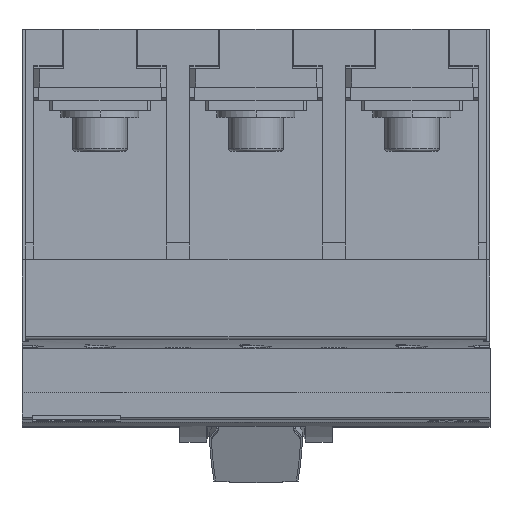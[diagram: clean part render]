
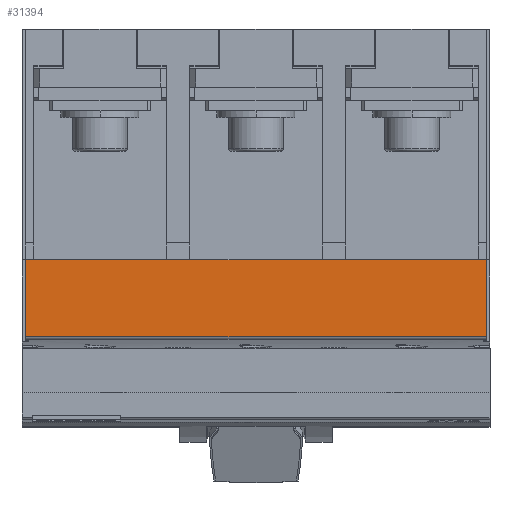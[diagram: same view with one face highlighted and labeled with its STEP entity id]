
A CAD part, top view. The second image highlights one B-rep face of the part: STEP entity #31394.
In plain terms, the highlighted planar face has unit normal (0, 0, 1).
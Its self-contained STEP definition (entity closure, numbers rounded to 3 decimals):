
#15732=VERTEX_POINT('',#40363);
#18420=VERTEX_POINT('',#43328);
#23780=VERTEX_POINT('',#49208);
#27240=EDGE_CURVE('',#23780,#18420,#53006,.T.);
#31260=EDGE_CURVE('',#18420,#34536,#57394,.T.);
#31394=ADVANCED_FACE('',(#57550),#57551,.T.);
#32920=EDGE_CURVE('',#15732,#34536,#59215,.T.);
#33984=EDGE_CURVE('',#15732,#23780,#60380,.T.);
#34536=VERTEX_POINT('',#60975);
#40363=CARTESIAN_POINT('',(67.96,-90.652,121.992));
#43328=CARTESIAN_POINT('',(-67.93,-68.,121.992));
#49208=CARTESIAN_POINT('',(67.96,-68.,121.992));
#53006=LINE('',#86916,#86917);
#57394=LINE('',#93339,#93340);
#57550=FACE_OUTER_BOUND('',#93538,.T.);
#57551=PLANE('',#93539);
#59215=LINE('',#95993,#95994);
#60380=LINE('',#97662,#97663);
#60975=CARTESIAN_POINT('',(-67.93,-90.652,121.992));
#86916=CARTESIAN_POINT('',(68.995,-68.,121.992));
#86917=VECTOR('',#119325,1.0);
#93339=CARTESIAN_POINT('',(-67.93,-81.,121.992));
#93340=VECTOR('',#123875,1.0);
#93538=EDGE_LOOP('',(#124092,#124093,#124094,#124095));
#93539=AXIS2_PLACEMENT_3D('',#124096,#124097,#124098);
#95993=CARTESIAN_POINT('',(68.995,-90.652,121.992));
#95994=VECTOR('',#125776,1.0);
#97662=CARTESIAN_POINT('',(67.96,-81.,121.992));
#97663=VECTOR('',#126969,1.0);
#119325=DIRECTION('',(-1.0,0.0,0.0));
#123875=DIRECTION('',(0.0,-1.0,0.0));
#124092=ORIENTED_EDGE('',*,*,#31260,.T.);
#124093=ORIENTED_EDGE('',*,*,#32920,.F.);
#124094=ORIENTED_EDGE('',*,*,#33984,.T.);
#124095=ORIENTED_EDGE('',*,*,#27240,.T.);
#124096=CARTESIAN_POINT('',(68.995,-68.,121.992));
#124097=DIRECTION('',(0.0,-0.0,1.0));
#124098=DIRECTION('',(0.0,1.0,0.0));
#125776=DIRECTION('',(-1.0,0.0,0.0));
#126969=DIRECTION('',(0.0,1.0,-0.0));
